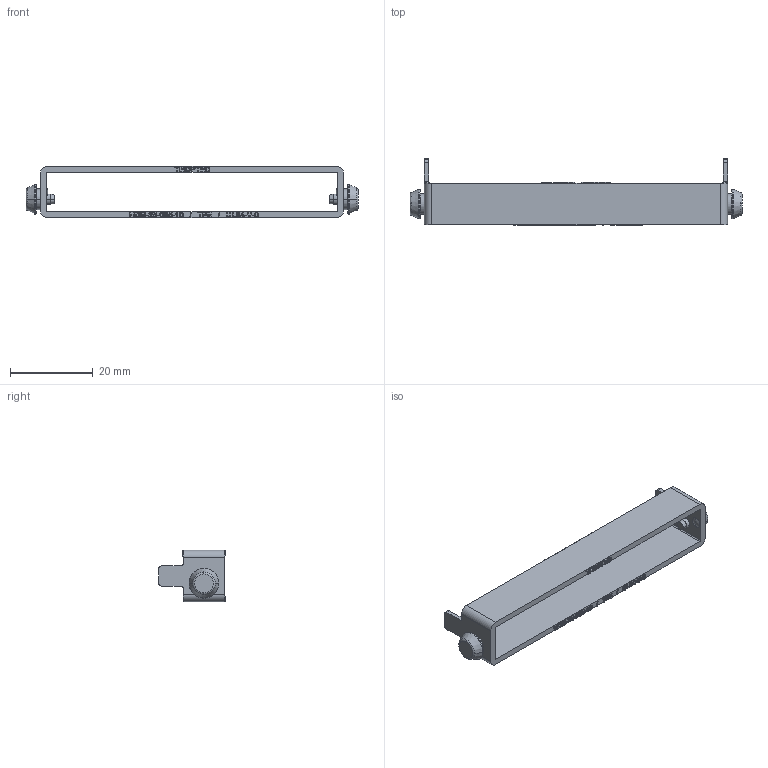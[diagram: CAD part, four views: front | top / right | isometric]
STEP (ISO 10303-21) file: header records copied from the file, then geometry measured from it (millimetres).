
FILE_DESCRIPTION((''),'2;1');
FILE_NAME('HDM-25-095-10.stp','2005-06-21T09:52:16',(''),(''),'Mechanical Desktop.R8.0.24.0','Mechanical Desktop.R8.0.24.0',', , ');
FILE_SCHEMA(('CONFIG_CONTROL_DESIGN'));
Length unit declared in the file: millimetre
Products named in the file (2): HDM-25-095-10A; HDM-25-095-10
Assembly tree (1 placements, depth 2):
  HDM-25-095-10A
    HDM-25-095-10
Bounding box: 80.35 x 16.2 x 12.5 mm (x, y, z)
Volume: 2741.6 mm3; surface area: 4162.8 mm2
Topology: 1 solids, 1 shells, 1252 faces, 3543 edges, 2354 vertices
Faces by surface type: bspline 896, plane 292, cylinder 36, torus 12, cone 8, sphere 8
Entity records: 45196 total; most frequent: CARTESIAN_POINT 18783, ORIENTED_EDGE 7062, EDGE_CURVE 3531, DIRECTION 2583, VERTEX_POINT 2350, B_SPLINE_CURVE_WITH_KNOTS 1792, VECTOR 1611, LINE 1611
